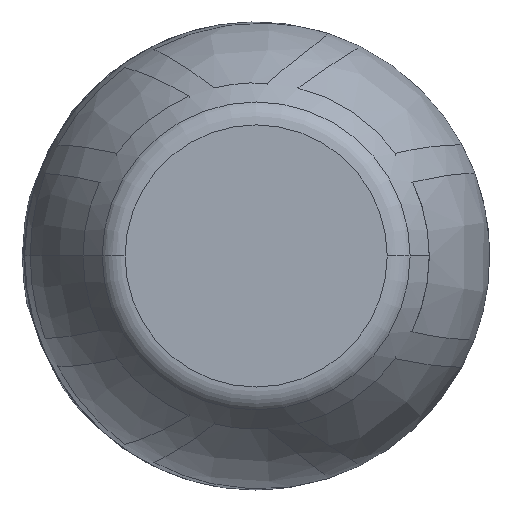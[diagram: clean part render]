
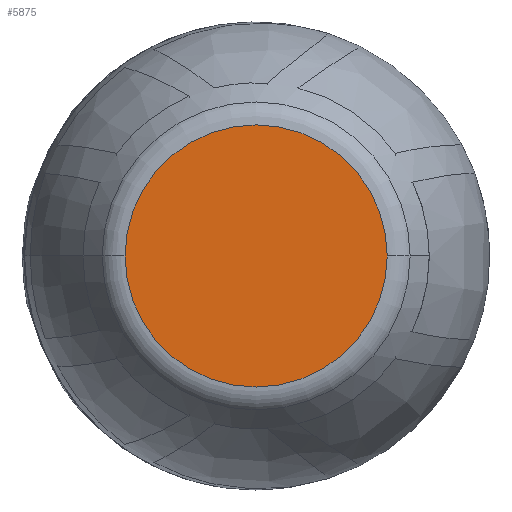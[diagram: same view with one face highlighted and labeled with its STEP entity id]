
A CAD part, front view. The second image highlights one B-rep face of the part: STEP entity #5875.
In plain terms, the highlighted planar face has unit normal (0, -1, 0).
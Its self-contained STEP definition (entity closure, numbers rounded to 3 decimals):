
#935 = CARTESIAN_POINT ( 'NONE',  ( 0., -75., 0. ) ) ;
#1139 = CARTESIAN_POINT ( 'NONE',  ( 37.314, -75., 0. ) ) ;
#1243 = DIRECTION ( 'NONE',  ( 0., -1., 0. ) ) ;
#1314 = AXIS2_PLACEMENT_3D ( 'NONE', #5060, #3676, #8512 ) ;
#1515 = CIRCLE ( 'NONE', #5580, 37.314 ) ;
#1726 = EDGE_CURVE ( 'NONE', #7889, #4550, #1515, .T. ) ;
#2131 = CIRCLE ( 'NONE', #5042, 37.314 ) ;
#3157 = ORIENTED_EDGE ( 'NONE', *, *, #7173, .T. ) ;
#3597 = ORIENTED_EDGE ( 'NONE', *, *, #1726, .T. ) ;
#3676 = DIRECTION ( 'NONE',  ( 0., 1., 0. ) ) ;
#4550 = VERTEX_POINT ( 'NONE', #8298 ) ;
#4670 = CARTESIAN_POINT ( 'NONE',  ( 0., -75., 0. ) ) ;
#5042 = AXIS2_PLACEMENT_3D ( 'NONE', #935, #5750, #6390 ) ;
#5060 = CARTESIAN_POINT ( 'NONE',  ( 0., -75., 0. ) ) ;
#5564 = EDGE_LOOP ( 'NONE', ( #3597, #3157 ) ) ;
#5580 = AXIS2_PLACEMENT_3D ( 'NONE', #4670, #1243, #6052 ) ;
#5750 = DIRECTION ( 'NONE',  ( 0., -1., 0. ) ) ;
#5875 = ADVANCED_FACE ( 'NONE', ( #7088 ), #7106, .F. ) ;
#6052 = DIRECTION ( 'NONE',  ( -1., 0., 0. ) ) ;
#6390 = DIRECTION ( 'NONE',  ( -1., 0., 0. ) ) ;
#7088 = FACE_OUTER_BOUND ( 'NONE', #5564, .T. ) ;
#7106 = PLANE ( 'NONE',  #1314 ) ;
#7173 = EDGE_CURVE ( 'NONE', #4550, #7889, #2131, .T. ) ;
#7889 = VERTEX_POINT ( 'NONE', #1139 ) ;
#8298 = CARTESIAN_POINT ( 'NONE',  ( -37.314, -75., 0. ) ) ;
#8512 = DIRECTION ( 'NONE',  ( -1., 0., 0. ) ) ;
